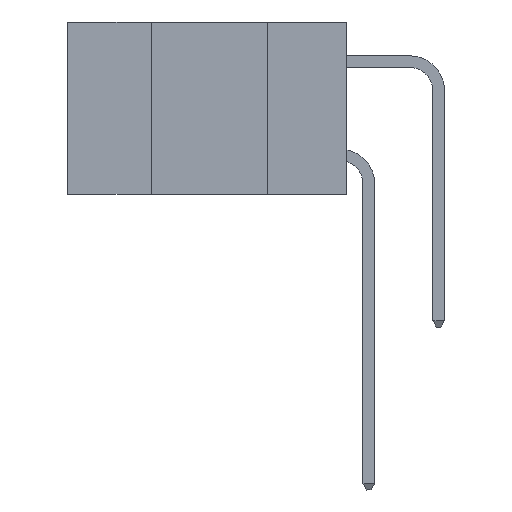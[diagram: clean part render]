
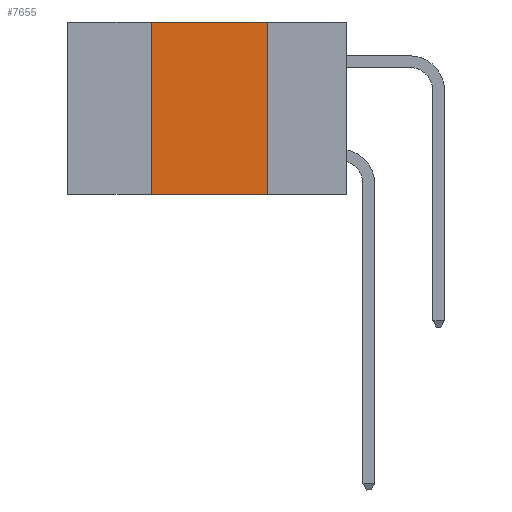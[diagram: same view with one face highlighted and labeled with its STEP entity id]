
A CAD part, left-side view. The second image highlights one B-rep face of the part: STEP entity #7655.
In plain terms, the highlighted planar face has unit normal (-1, 0, 0).
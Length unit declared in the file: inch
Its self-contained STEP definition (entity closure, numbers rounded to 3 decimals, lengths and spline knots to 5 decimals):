
#296 = VERTEX_POINT ( 'NONE', #6155 ) ;
#442 = ORIENTED_EDGE ( 'NONE', *, *, #10166, .F. ) ;
#727 = ORIENTED_EDGE ( 'NONE', *, *, #6342, .T. ) ;
#784 = DIRECTION ( 'NONE',  ( 0., 0., 1. ) ) ;
#1214 = DIRECTION ( 'NONE',  ( 0., -1., 0. ) ) ;
#1490 = EDGE_CURVE ( 'NONE', #9345, #6998, #5445, .T. ) ;
#1898 = VECTOR ( 'NONE', #6863, 39.37008 ) ;
#2654 = LINE ( 'NONE', #10305, #9249 ) ;
#2905 = DIRECTION ( 'NONE',  ( 1., 0., 0. ) ) ;
#2966 = CARTESIAN_POINT ( 'NONE',  ( 0., 0.17, -0.37 ) ) ;
#3789 = DIRECTION ( 'NONE',  ( 0., 0., -1. ) ) ;
#4486 = VECTOR ( 'NONE', #784, 39.37008 ) ;
#5056 = EDGE_CURVE ( 'NONE', #296, #9345, #2654, .T. ) ;
#5445 = LINE ( 'NONE', #8699, #1898 ) ;
#5835 = LINE ( 'NONE', #5963, #4486 ) ;
#5963 = CARTESIAN_POINT ( 'NONE',  ( 0., 0.42, 0. ) ) ;
#6155 = CARTESIAN_POINT ( 'NONE',  ( 0., 0.42, 0. ) ) ;
#6342 = EDGE_CURVE ( 'NONE', #6906, #6998, #6489, .T. ) ;
#6489 = LINE ( 'NONE', #9936, #10317 ) ;
#6863 = DIRECTION ( 'NONE',  ( 0., 0., -1. ) ) ;
#6906 = VERTEX_POINT ( 'NONE', #7150 ) ;
#6998 = VERTEX_POINT ( 'NONE', #2966 ) ;
#7004 = FACE_OUTER_BOUND ( 'NONE', #8587, .T. ) ;
#7150 = CARTESIAN_POINT ( 'NONE',  ( 0., 0.42, -0.37 ) ) ;
#7291 = CARTESIAN_POINT ( 'NONE',  ( 0., 0.6, 0. ) ) ;
#7655 = ADVANCED_FACE ( 'NONE', ( #7004 ), #9006, .F. ) ;
#7862 = ORIENTED_EDGE ( 'NONE', *, *, #1490, .F. ) ;
#7887 = CARTESIAN_POINT ( 'NONE',  ( 0., 0.17, 0. ) ) ;
#8587 = EDGE_LOOP ( 'NONE', ( #7862, #9439, #442, #727 ) ) ;
#8699 = CARTESIAN_POINT ( 'NONE',  ( 0., 0.17, 0. ) ) ;
#9006 = PLANE ( 'NONE',  #9919 ) ;
#9249 = VECTOR ( 'NONE', #9394, 39.37008 ) ;
#9345 = VERTEX_POINT ( 'NONE', #7887 ) ;
#9394 = DIRECTION ( 'NONE',  ( 0., -1., 0. ) ) ;
#9439 = ORIENTED_EDGE ( 'NONE', *, *, #5056, .F. ) ;
#9919 = AXIS2_PLACEMENT_3D ( 'NONE', #7291, #2905, #3789 ) ;
#9936 = CARTESIAN_POINT ( 'NONE',  ( 0., 0.6, -0.37 ) ) ;
#10166 = EDGE_CURVE ( 'NONE', #6906, #296, #5835, .T. ) ;
#10305 = CARTESIAN_POINT ( 'NONE',  ( 0., 0.6, 0. ) ) ;
#10317 = VECTOR ( 'NONE', #1214, 39.37008 ) ;
